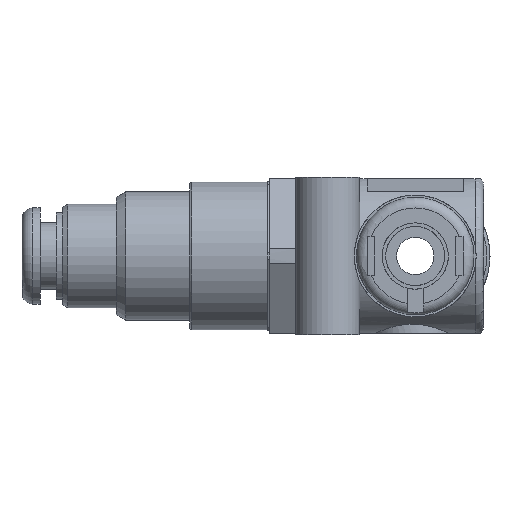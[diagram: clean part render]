
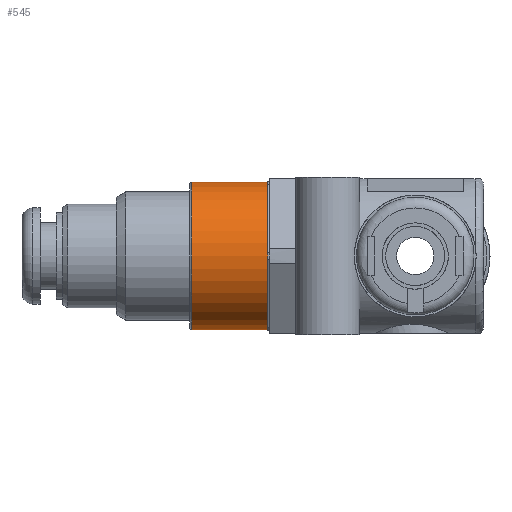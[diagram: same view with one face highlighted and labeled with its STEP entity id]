
A CAD part, left-side view. The second image highlights one B-rep face of the part: STEP entity #545.
In plain terms, the highlighted cylindrical face has radius 6.9 mm (diameter 13.8 mm), a full revolution.
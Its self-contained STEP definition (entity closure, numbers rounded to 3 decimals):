
#545 = ADVANCED_FACE( '', ( #1135, #1136 ), #1137, .T. );
#1135 = FACE_OUTER_BOUND( '', #1800, .T. );
#1136 = FACE_OUTER_BOUND( '', #1801, .T. );
#1137 = CYLINDRICAL_SURFACE( '', #1802, 6.9 );
#1800 = EDGE_LOOP( '', ( #2941 ) );
#1801 = EDGE_LOOP( '', ( #2942 ) );
#1802 = AXIS2_PLACEMENT_3D( '', #2943, #2944, #2945 );
#2941 = ORIENTED_EDGE( '', *, *, #3894, .F. );
#2942 = ORIENTED_EDGE( '', *, *, #3981, .T. );
#2943 = CARTESIAN_POINT( '', ( 21., 0., 0. ) );
#2944 = DIRECTION( '', ( -1., 0., 0. ) );
#2945 = DIRECTION( '', ( 0., 0., -1. ) );
#3894 = EDGE_CURVE( '', #4674, #4674, #4675, .T. );
#3981 = EDGE_CURVE( '', #4797, #4797, #4798, .T. );
#4674 = VERTEX_POINT( '', #6069 );
#4675 = CIRCLE( '', #6070, 6.9 );
#4797 = VERTEX_POINT( '', #6255 );
#4798 = CIRCLE( '', #6256, 6.9 );
#6069 = CARTESIAN_POINT( '', ( 8.9, 0., -6.9 ) );
#6070 = AXIS2_PLACEMENT_3D( '', #7075, #7076, #7077 );
#6255 = CARTESIAN_POINT( '', ( 1.8, 0., -6.9 ) );
#6256 = AXIS2_PLACEMENT_3D( '', #7191, #7192, #7193 );
#7075 = CARTESIAN_POINT( '', ( 8.9, 0., 0. ) );
#7076 = DIRECTION( '', ( 1., 0., 0. ) );
#7077 = DIRECTION( '', ( 0., 0., -1. ) );
#7191 = CARTESIAN_POINT( '', ( 1.8, 0., 0. ) );
#7192 = DIRECTION( '', ( 1., 0., 0. ) );
#7193 = DIRECTION( '', ( 0., 0., -1. ) );
